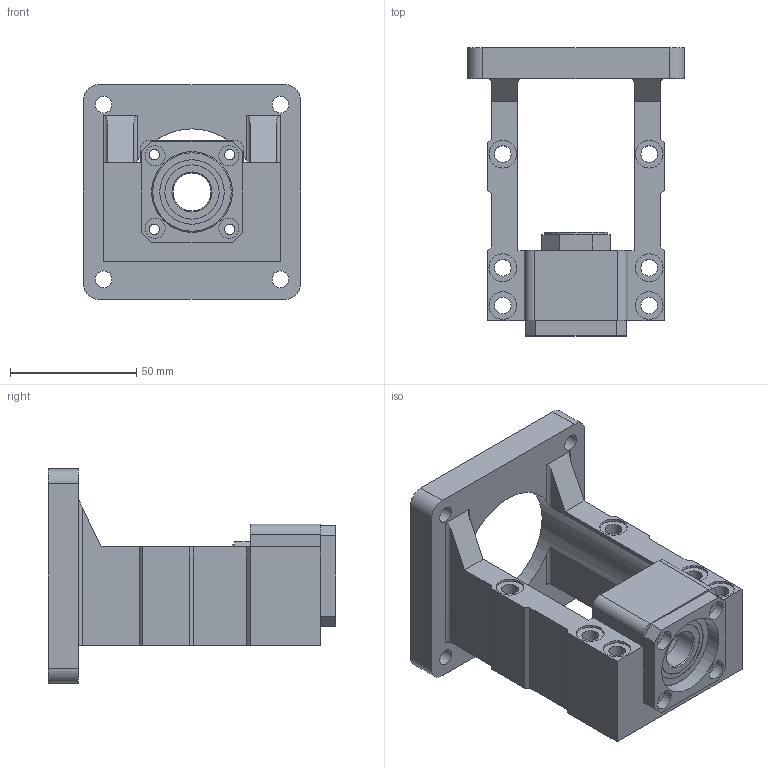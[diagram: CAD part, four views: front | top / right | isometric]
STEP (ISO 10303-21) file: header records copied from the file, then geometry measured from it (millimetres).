
FILE_DESCRIPTION(/* description */ (''),/* implementation_level */ '2;1');
FILE_NAME(/* name */ 'HM15-86 v2.step',/* time_stamp */ '2023-05-20T14:05:53+03:00',/* author */ (''),/* organization */ (''),/* preprocessor_version */ 'ST-DEVELOPER v19.2',/* originating_system */ 'Autodesk Translation Framework v12.4.0.73',/* authorisation */ '');
FILE_SCHEMA (('AUTOMOTIVE_DESIGN { 1 0 10303 214 3 1 1 }'));
Length unit declared in the file: millimetre
Products named in the file (2): HM15-86; 5972K324_Ball Bearing
Assembly tree (2 placements, depth 2):
  HM15-86
    5972K324_Ball Bearing  x2
Bounding box: 86 x 114 x 85 mm (x, y, z)
Volume: 174382.2 mm3; surface area: 65916.4 mm2
Topology: 35 solids, 35 shells, 186 faces, 450 edges, 296 vertices
Faces by surface type: plane 84, cylinder 66, sphere 24, cone 8, torus 4
Full cylindrical faces by diameter (mm): 4 x8, 6.6 x10, 8 x4, 11 x6, 15 x2, 21.478 x8, 23 x1, 25.239 x1, 25.522 x8, 32 x4, 50 x1, 73 x1
Entity records: 4555 total; most frequent: DIRECTION 784, CARTESIAN_POINT 784, ORIENTED_EDGE 696, EDGE_CURVE 348, AXIS2_PLACEMENT_3D 286, VERTEX_POINT 246, EDGE_LOOP 214, LINE 212
